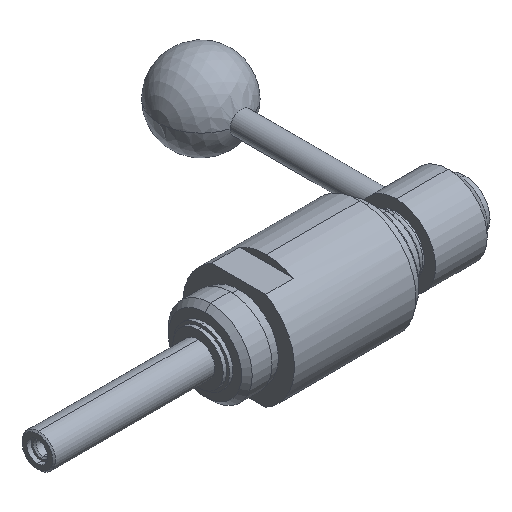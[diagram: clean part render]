
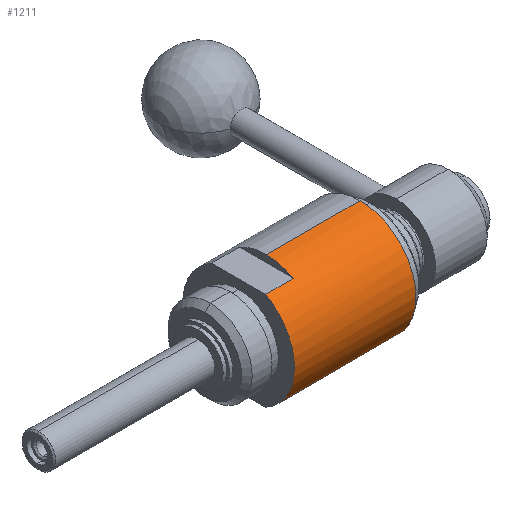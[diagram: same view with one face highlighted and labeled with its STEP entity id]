
A CAD part, isometric view. The second image highlights one B-rep face of the part: STEP entity #1211.
In plain terms, the highlighted cylindrical face has radius 20 mm (diameter 40 mm), a partial arc.
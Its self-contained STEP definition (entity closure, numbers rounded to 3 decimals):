
#126=CARTESIAN_POINT('',(0.,0.,-58.));
#127=DIRECTION('',(0.,0.,-1.));
#128=DIRECTION('',(0.,-1.,0.));
#129=AXIS2_PLACEMENT_3D('',#126,#127,#128);
#134=CARTESIAN_POINT('',(0.,0.,-58.));
#135=DIRECTION('',(0.,0.,-1.));
#136=DIRECTION('',(1.,0.,0.));
#137=AXIS2_PLACEMENT_3D('',#134,#135,#136);
#182=DIRECTION('',(0.,0.,-1.));
#183=VECTOR('',#182,33.5);
#184=CARTESIAN_POINT('',(20.,0.,-24.5));
#185=LINE('',#184,#183);
#203=DIRECTION('',(0.,0.,-1.));
#204=VECTOR('',#203,33.5);
#205=CARTESIAN_POINT('',(-20.,0.,-24.5));
#206=LINE('',#205,#204);
#210=DIRECTION('',(0.,0.,-1.));
#211=VECTOR('',#210,10.);
#212=CARTESIAN_POINT('',(-17.5,-9.682,-14.5));
#213=LINE('',#212,#211);
#217=DIRECTION('',(0.,0.,1.));
#218=VECTOR('',#217,10.);
#219=CARTESIAN_POINT('',(17.5,-9.682,-24.5));
#220=LINE('',#219,#218);
#239=CARTESIAN_POINT('',(0.,0.,-24.5));
#240=DIRECTION('',(0.,0.,1.));
#241=DIRECTION('',(0.875,-0.484,0.));
#242=AXIS2_PLACEMENT_3D('',#239,#240,#241);
#262=CARTESIAN_POINT('',(0.,0.,-14.5));
#263=DIRECTION('',(0.,0.,1.));
#264=DIRECTION('',(0.,-1.,0.));
#265=AXIS2_PLACEMENT_3D('',#262,#263,#264);
#270=CARTESIAN_POINT('',(0.,0.,-14.5));
#271=DIRECTION('',(0.,0.,1.));
#272=DIRECTION('',(-0.875,-0.484,0.));
#273=AXIS2_PLACEMENT_3D('',#270,#271,#272);
#332=CARTESIAN_POINT('',(0.,0.,-24.5));
#333=DIRECTION('',(0.,0.,1.));
#334=DIRECTION('',(-1.,0.,0.));
#335=AXIS2_PLACEMENT_3D('',#332,#333,#334);
#985=CARTESIAN_POINT('',(17.5,-9.682,-14.5));
#987=VERTEX_POINT('',#985);
#989=CARTESIAN_POINT('',(17.5,-9.682,-24.5));
#991=VERTEX_POINT('',#989);
#992=CARTESIAN_POINT('',(-20.,0.,-24.5));
#993=CARTESIAN_POINT('',(-20.,0.,-58.));
#994=VERTEX_POINT('',#992);
#995=VERTEX_POINT('',#993);
#1036=CARTESIAN_POINT('',(-17.5,-9.682,-24.5));
#1037=VERTEX_POINT('',#1036);
#1044=CARTESIAN_POINT('',(0.,-20.,-14.5));
#1045=VERTEX_POINT('',#1044);
#1046=CARTESIAN_POINT('',(-17.5,-9.682,-14.5));
#1047=VERTEX_POINT('',#1046);
#1064=CARTESIAN_POINT('',(20.,0.,-58.));
#1065=CARTESIAN_POINT('',(0.,-20.,-58.));
#1066=VERTEX_POINT('',#1064);
#1067=VERTEX_POINT('',#1065);
#1104=CARTESIAN_POINT('',(20.,0.,-24.5));
#1105=VERTEX_POINT('',#1104);
#1188=CARTESIAN_POINT('',(0.,0.,-68.5));
#1189=DIRECTION('',(0.,0.,1.));
#1190=DIRECTION('',(0.,1.,0.));
#1191=AXIS2_PLACEMENT_3D('',#1188,#1189,#1190);
#1192=CYLINDRICAL_SURFACE('',#1191,20.);
#1194=ORIENTED_EDGE('',*,*,#1193,.T.);
#1195=ORIENTED_EDGE('',*,*,#1168,.T.);
#1196=ORIENTED_EDGE('',*,*,#1145,.T.);
#1197=ORIENTED_EDGE('',*,*,#1143,.T.);
#1198=ORIENTED_EDGE('',*,*,#1182,.F.);
#1200=ORIENTED_EDGE('',*,*,#1199,.T.);
#1202=ORIENTED_EDGE('',*,*,#1201,.F.);
#1204=ORIENTED_EDGE('',*,*,#1203,.T.);
#1206=ORIENTED_EDGE('',*,*,#1205,.T.);
#1208=ORIENTED_EDGE('',*,*,#1207,.F.);
#1209=EDGE_LOOP('',(#1194,#1195,#1196,#1197,#1198,#1200,#1202,#1204,#1206,
#1208));
#1210=FACE_OUTER_BOUND('',#1209,.F.);
#130=CIRCLE('',#129,20.);
#138=CIRCLE('',#137,20.);
#243=CIRCLE('',#242,20.);
#266=CIRCLE('',#265,20.);
#274=CIRCLE('',#273,20.);
#336=CIRCLE('',#335,20.);
#1143=EDGE_CURVE('',#1067,#995,#130,.T.);
#1145=EDGE_CURVE('',#1066,#1067,#138,.T.);
#1168=EDGE_CURVE('',#1105,#1066,#185,.T.);
#1182=EDGE_CURVE('',#994,#995,#206,.T.);
#1193=EDGE_CURVE('',#991,#1105,#243,.T.);
#1199=EDGE_CURVE('',#994,#1037,#336,.T.);
#1201=EDGE_CURVE('',#1047,#1037,#213,.T.);
#1203=EDGE_CURVE('',#1047,#1045,#274,.T.);
#1205=EDGE_CURVE('',#1045,#987,#266,.T.);
#1207=EDGE_CURVE('',#991,#987,#220,.T.);
#1211=ADVANCED_FACE('',(#1210),#1192,.T.);
